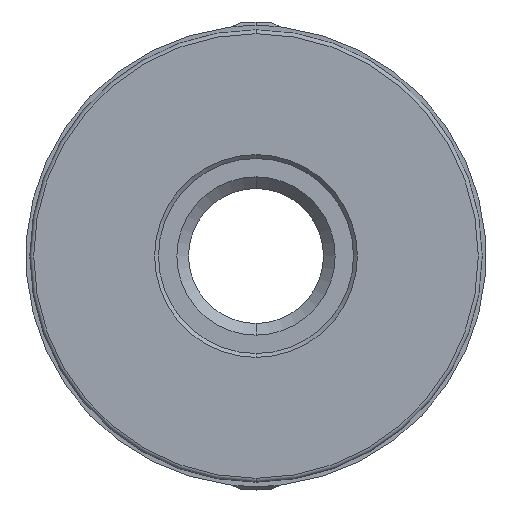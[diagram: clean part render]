
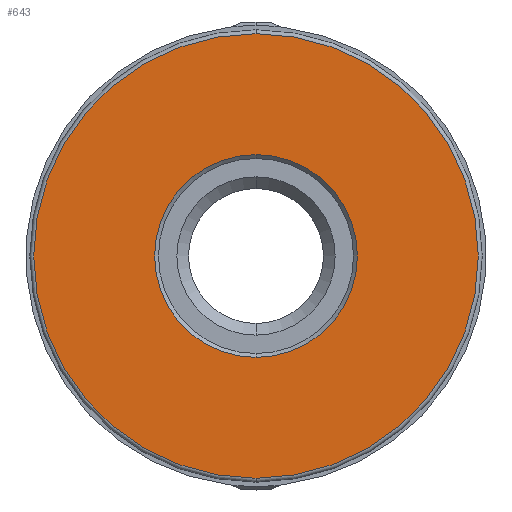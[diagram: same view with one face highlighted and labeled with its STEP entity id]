
A CAD part, front view. The second image highlights one B-rep face of the part: STEP entity #643.
In plain terms, the highlighted planar face has unit normal (0, -1, 0).
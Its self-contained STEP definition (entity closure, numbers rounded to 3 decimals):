
#7 = CARTESIAN_POINT ( 'NONE',  ( 0., 0., -28.5 ) ) ;
#22 = DIRECTION ( 'NONE',  ( 0., 0., 1. ) ) ;
#35 = DIRECTION ( 'NONE',  ( 0., 1., 0. ) ) ;
#74 = CARTESIAN_POINT ( 'NONE',  ( 0., 0., 28.5 ) ) ;
#162 = CARTESIAN_POINT ( 'NONE',  ( 0., 0., 0. ) ) ;
#184 = VERTEX_POINT ( 'NONE', #248 ) ;
#233 = VERTEX_POINT ( 'NONE', #74 ) ;
#243 = ORIENTED_EDGE ( 'NONE', *, *, #835, .T. ) ;
#248 = CARTESIAN_POINT ( 'NONE',  ( 0., 0., 13. ) ) ;
#263 = EDGE_CURVE ( 'NONE', #554, #233, #432, .T. ) ;
#329 = DIRECTION ( 'NONE',  ( 0., -1., 0. ) ) ;
#432 = CIRCLE ( 'NONE', #708, 28.5 ) ;
#473 = AXIS2_PLACEMENT_3D ( 'NONE', #786, #779, #765 ) ;
#487 = CIRCLE ( 'NONE', #473, 13. ) ;
#503 = CARTESIAN_POINT ( 'NONE',  ( 0., 0., 0. ) ) ;
#532 = FACE_OUTER_BOUND ( 'NONE', #538, .T. ) ;
#538 = EDGE_LOOP ( 'NONE', ( #734, #945 ) ) ;
#554 = VERTEX_POINT ( 'NONE', #7 ) ;
#560 = ORIENTED_EDGE ( 'NONE', *, *, #1564, .T. ) ;
#643 = ADVANCED_FACE ( 'NONE', ( #810, #532 ), #1760, .F. ) ;
#689 = CARTESIAN_POINT ( 'NONE',  ( 0., 0., -13. ) ) ;
#693 = AXIS2_PLACEMENT_3D ( 'NONE', #503, #35, #22 ) ;
#708 = AXIS2_PLACEMENT_3D ( 'NONE', #162, #1773, #1520 ) ;
#734 = ORIENTED_EDGE ( 'NONE', *, *, #263, .T. ) ;
#765 = DIRECTION ( 'NONE',  ( 0., 0., 1. ) ) ;
#779 = DIRECTION ( 'NONE',  ( 0., 1., 0. ) ) ;
#786 = CARTESIAN_POINT ( 'NONE',  ( 0., 0., 0. ) ) ;
#810 = FACE_BOUND ( 'NONE', #812, .T. ) ;
#812 = EDGE_LOOP ( 'NONE', ( #560, #243 ) ) ;
#835 = EDGE_CURVE ( 'NONE', #184, #1732, #487, .T. ) ;
#916 = CIRCLE ( 'NONE', #1338, 28.5 ) ;
#945 = ORIENTED_EDGE ( 'NONE', *, *, #973, .T. ) ;
#973 = EDGE_CURVE ( 'NONE', #233, #554, #916, .T. ) ;
#1271 = CIRCLE ( 'NONE', #693, 13. ) ;
#1338 = AXIS2_PLACEMENT_3D ( 'NONE', #1508, #329, #1395 ) ;
#1395 = DIRECTION ( 'NONE',  ( 0., 0., -1. ) ) ;
#1508 = CARTESIAN_POINT ( 'NONE',  ( 0., 0., 0. ) ) ;
#1520 = DIRECTION ( 'NONE',  ( 0., 0., -1. ) ) ;
#1564 = EDGE_CURVE ( 'NONE', #1732, #184, #1271, .T. ) ;
#1608 = AXIS2_PLACEMENT_3D ( 'NONE', #1775, #1779, #1747 ) ;
#1732 = VERTEX_POINT ( 'NONE', #689 ) ;
#1747 = DIRECTION ( 'NONE',  ( 0., 0., 1. ) ) ;
#1760 = PLANE ( 'NONE',  #1608 ) ;
#1773 = DIRECTION ( 'NONE',  ( 0., -1., 0. ) ) ;
#1775 = CARTESIAN_POINT ( 'NONE',  ( -12.5, 0., 0. ) ) ;
#1779 = DIRECTION ( 'NONE',  ( 0., 1., 0. ) ) ;
